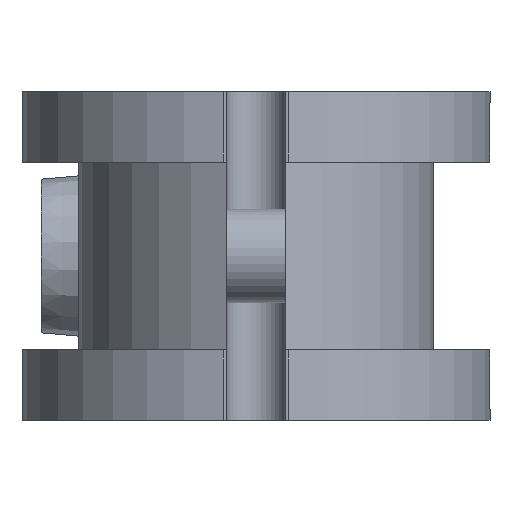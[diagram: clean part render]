
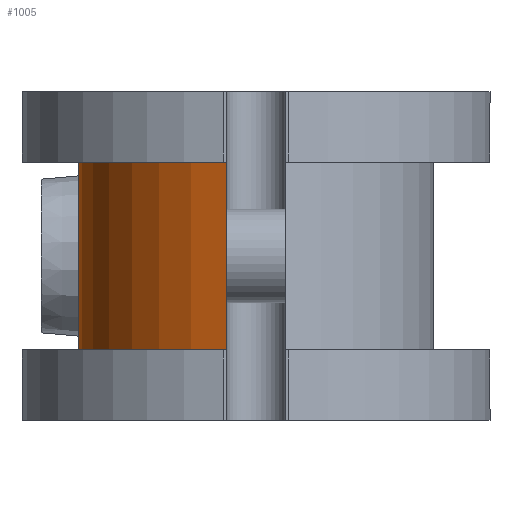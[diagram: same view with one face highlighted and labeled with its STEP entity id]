
A CAD part, left-side view. The second image highlights one B-rep face of the part: STEP entity #1005.
In plain terms, the highlighted cylindrical face has radius 9.8 mm (diameter 19.6 mm), a partial arc.
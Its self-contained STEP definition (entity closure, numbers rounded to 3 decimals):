
#82 = ORIENTED_EDGE ( 'NONE', *, *, #1870, .T. ) ;
#94 = DIRECTION ( 'NONE',  ( 0., 0., 1. ) ) ;
#266 = ORIENTED_EDGE ( 'NONE', *, *, #1713, .F. ) ;
#347 = CARTESIAN_POINT ( 'NONE',  ( -24.557, 5.3, -4. ) ) ;
#458 = DIRECTION ( 'NONE',  ( 1., 0., 0. ) ) ;
#519 = VERTEX_POINT ( 'NONE', #570 ) ;
#570 = CARTESIAN_POINT ( 'NONE',  ( -24.557, 5.3, 4. ) ) ;
#588 = DIRECTION ( 'NONE',  ( 0., 0., -1. ) ) ;
#777 = ORIENTED_EDGE ( 'NONE', *, *, #1989, .T. ) ;
#800 = EDGE_CURVE ( 'NONE', #1056, #519, #1138, .T. ) ;
#947 = EDGE_LOOP ( 'NONE', ( #82, #1930, #266, #777 ) ) ;
#958 = CIRCLE ( 'NONE', #1403, 9.8 ) ;
#979 = VERTEX_POINT ( 'NONE', #1122 ) ;
#990 = VECTOR ( 'NONE', #94, 1000. ) ;
#1005 = ADVANCED_FACE ( 'NONE', ( #1299 ), #2522, .T. ) ;
#1056 = VERTEX_POINT ( 'NONE', #2618 ) ;
#1095 = DIRECTION ( 'NONE',  ( 1., 0., 0. ) ) ;
#1111 = CARTESIAN_POINT ( 'NONE',  ( -41.954, 3.5, -4. ) ) ;
#1122 = CARTESIAN_POINT ( 'NONE',  ( -41.954, 3.5, 4. ) ) ;
#1138 = LINE ( 'NONE', #347, #1838 ) ;
#1142 = CARTESIAN_POINT ( 'NONE',  ( -32.8, 0., -4. ) ) ;
#1299 = FACE_OUTER_BOUND ( 'NONE', #947, .T. ) ;
#1364 = DIRECTION ( 'NONE',  ( 0., 0., 1. ) ) ;
#1403 = AXIS2_PLACEMENT_3D ( 'NONE', #2262, #588, #2227 ) ;
#1657 = CIRCLE ( 'NONE', #2329, 9.8 ) ;
#1683 = DIRECTION ( 'NONE',  ( 0., 0., -1. ) ) ;
#1713 = EDGE_CURVE ( 'NONE', #2250, #1056, #958, .T. ) ;
#1838 = VECTOR ( 'NONE', #1364, 1000. ) ;
#1870 = EDGE_CURVE ( 'NONE', #979, #519, #1657, .T. ) ;
#1930 = ORIENTED_EDGE ( 'NONE', *, *, #800, .F. ) ;
#1989 = EDGE_CURVE ( 'NONE', #2250, #979, #2570, .T. ) ;
#2154 = CARTESIAN_POINT ( 'NONE',  ( -32.8, 0., 4. ) ) ;
#2227 = DIRECTION ( 'NONE',  ( 1., 0., 0. ) ) ;
#2250 = VERTEX_POINT ( 'NONE', #1111 ) ;
#2262 = CARTESIAN_POINT ( 'NONE',  ( -32.8, 0., -4. ) ) ;
#2295 = DIRECTION ( 'NONE',  ( 0., 0., 1. ) ) ;
#2329 = AXIS2_PLACEMENT_3D ( 'NONE', #2154, #1683, #458 ) ;
#2387 = CARTESIAN_POINT ( 'NONE',  ( -41.954, 3.5, -4. ) ) ;
#2522 = CYLINDRICAL_SURFACE ( 'NONE', #2676, 9.8 ) ;
#2570 = LINE ( 'NONE', #2387, #990 ) ;
#2618 = CARTESIAN_POINT ( 'NONE',  ( -24.557, 5.3, -4. ) ) ;
#2676 = AXIS2_PLACEMENT_3D ( 'NONE', #1142, #2295, #1095 ) ;
